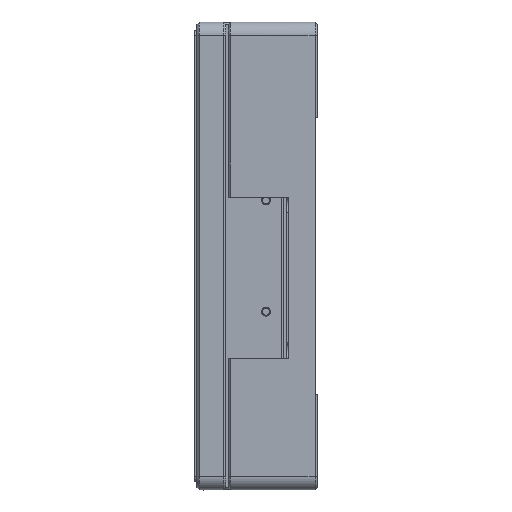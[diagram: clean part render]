
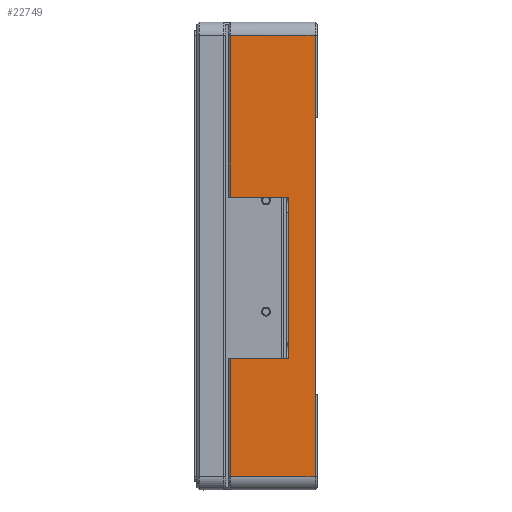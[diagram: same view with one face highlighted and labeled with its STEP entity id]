
A CAD part, left-side view. The second image highlights one B-rep face of the part: STEP entity #22749.
In plain terms, the highlighted planar face has unit normal (-1, 0, 0).
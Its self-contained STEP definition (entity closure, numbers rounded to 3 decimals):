
#351 = CARTESIAN_POINT ( 'NONE',  ( -50., -0.5, -49.5 ) ) ;
#1869 = EDGE_CURVE ( 'NONE', #40593, #46977, #4094, .T. ) ;
#3598 = ORIENTED_EDGE ( 'NONE', *, *, #37589, .T. ) ;
#3808 = CARTESIAN_POINT ( 'NONE',  ( -50., -19.5, -31. ) ) ;
#3814 = ORIENTED_EDGE ( 'NONE', *, *, #14610, .F. ) ;
#3970 = ORIENTED_EDGE ( 'NONE', *, *, #31567, .F. ) ;
#4094 = LINE ( 'NONE', #45971, #44425 ) ;
#4994 = EDGE_CURVE ( 'NONE', #46977, #39937, #5223, .T. ) ;
#5223 = LINE ( 'NONE', #43393, #39784 ) ;
#5701 = DIRECTION ( 'NONE',  ( 0., 0., -1. ) ) ;
#6323 = VERTEX_POINT ( 'NONE', #16335 ) ;
#6708 = DIRECTION ( 'NONE',  ( 0., 1., 0. ) ) ;
#8248 = CARTESIAN_POINT ( 'NONE',  ( -50., -0.5, 0. ) ) ;
#8496 = DIRECTION ( 'NONE',  ( 0., 0., 1. ) ) ;
#8533 = EDGE_CURVE ( 'NONE', #6323, #31714, #33080, .T. ) ;
#9272 = ORIENTED_EDGE ( 'NONE', *, *, #23298, .T. ) ;
#9419 = ORIENTED_EDGE ( 'NONE', *, *, #23318, .F. ) ;
#9777 = VECTOR ( 'NONE', #29514, 1000. ) ;
#10155 = ORIENTED_EDGE ( 'NONE', *, *, #8533, .T. ) ;
#12247 = VERTEX_POINT ( 'NONE', #3808 ) ;
#12452 = CARTESIAN_POINT ( 'NONE',  ( -50., -0.5, 49.5 ) ) ;
#13266 = CARTESIAN_POINT ( 'NONE',  ( -50., -19.5, 0. ) ) ;
#13799 = PLANE ( 'NONE',  #39828 ) ;
#14055 = LINE ( 'NONE', #20079, #21590 ) ;
#14530 = VECTOR ( 'NONE', #6708, 1000. ) ;
#14610 = EDGE_CURVE ( 'NONE', #39937, #12247, #32055, .T. ) ;
#15491 = DIRECTION ( 'NONE',  ( 0., -1., 0. ) ) ;
#15941 = LINE ( 'NONE', #8248, #27429 ) ;
#16335 = CARTESIAN_POINT ( 'NONE',  ( -50., -0.5, -23. ) ) ;
#17509 = FACE_OUTER_BOUND ( 'NONE', #41598, .T. ) ;
#18974 = VECTOR ( 'NONE', #47937, 1000. ) ;
#20079 = CARTESIAN_POINT ( 'NONE',  ( -50., -6.75, -23. ) ) ;
#20138 = CARTESIAN_POINT ( 'NONE',  ( -50., -19.5, 49.5 ) ) ;
#20562 = DIRECTION ( 'NONE',  ( 0., 1., 0. ) ) ;
#21564 = DIRECTION ( 'NONE',  ( 0., -1., 0. ) ) ;
#21590 = VECTOR ( 'NONE', #20562, 1000. ) ;
#22749 = ADVANCED_FACE ( 'NONE', ( #17509 ), #13799, .T. ) ;
#23168 = VECTOR ( 'NONE', #43448, 1000. ) ;
#23293 = EDGE_CURVE ( 'NONE', #44689, #29598, #30087, .T. ) ;
#23298 = EDGE_CURVE ( 'NONE', #31714, #47800, #47854, .T. ) ;
#23318 = EDGE_CURVE ( 'NONE', #29598, #38111, #47608, .T. ) ;
#24583 = CARTESIAN_POINT ( 'NONE',  ( -50., -0.5, 13.2 ) ) ;
#25190 = DIRECTION ( 'NONE',  ( -1., 0., 0. ) ) ;
#26021 = ORIENTED_EDGE ( 'NONE', *, *, #1869, .F. ) ;
#26484 = CARTESIAN_POINT ( 'NONE',  ( -50., -13.5, 13.2 ) ) ;
#27429 = VECTOR ( 'NONE', #8496, 1000. ) ;
#28377 = DIRECTION ( 'NONE',  ( 0., 0., -1. ) ) ;
#28851 = EDGE_CURVE ( 'NONE', #38111, #40593, #15941, .T. ) ;
#29514 = DIRECTION ( 'NONE',  ( 0., 0., 1. ) ) ;
#29598 = VERTEX_POINT ( 'NONE', #26484 ) ;
#30087 = LINE ( 'NONE', #45222, #9777 ) ;
#30344 = VECTOR ( 'NONE', #21564, 1000. ) ;
#31567 = EDGE_CURVE ( 'NONE', #12247, #47800, #43515, .T. ) ;
#31714 = VERTEX_POINT ( 'NONE', #351 ) ;
#32055 = LINE ( 'NONE', #46679, #23168 ) ;
#32896 = DIRECTION ( 'NONE',  ( 0., 0., 1. ) ) ;
#33080 = LINE ( 'NONE', #36051, #18974 ) ;
#34682 = ORIENTED_EDGE ( 'NONE', *, *, #28851, .F. ) ;
#35348 = CARTESIAN_POINT ( 'NONE',  ( -50., -19.5, -49.5 ) ) ;
#35683 = CARTESIAN_POINT ( 'NONE',  ( -50., -19.5, 31. ) ) ;
#36051 = CARTESIAN_POINT ( 'NONE',  ( -50., -0.5, 0. ) ) ;
#36857 = CARTESIAN_POINT ( 'NONE',  ( -50., -19.88, -51.48 ) ) ;
#37022 = CARTESIAN_POINT ( 'NONE',  ( -50., -13.5, -23. ) ) ;
#37589 = EDGE_CURVE ( 'NONE', #44689, #6323, #14055, .T. ) ;
#38111 = VERTEX_POINT ( 'NONE', #24583 ) ;
#39784 = VECTOR ( 'NONE', #5701, 1000. ) ;
#39828 = AXIS2_PLACEMENT_3D ( 'NONE', #36857, #25190, #32896 ) ;
#39937 = VERTEX_POINT ( 'NONE', #35683 ) ;
#40180 = CARTESIAN_POINT ( 'NONE',  ( -50., -10., 13.2 ) ) ;
#40593 = VERTEX_POINT ( 'NONE', #12452 ) ;
#41598 = EDGE_LOOP ( 'NONE', ( #10155, #9272, #3970, #3814, #48601, #26021, #34682, #9419, #47299, #3598 ) ) ;
#43393 = CARTESIAN_POINT ( 'NONE',  ( -50., -19.5, 0. ) ) ;
#43448 = DIRECTION ( 'NONE',  ( 0., 0., -1. ) ) ;
#43515 = LINE ( 'NONE', #13266, #45024 ) ;
#44425 = VECTOR ( 'NONE', #15491, 1000. ) ;
#44689 = VERTEX_POINT ( 'NONE', #37022 ) ;
#45024 = VECTOR ( 'NONE', #28377, 1000. ) ;
#45222 = CARTESIAN_POINT ( 'NONE',  ( -50., -13.5, 0. ) ) ;
#45971 = CARTESIAN_POINT ( 'NONE',  ( -50., -10., 49.5 ) ) ;
#46679 = CARTESIAN_POINT ( 'NONE',  ( -50., -19.5, 0. ) ) ;
#46977 = VERTEX_POINT ( 'NONE', #20138 ) ;
#47299 = ORIENTED_EDGE ( 'NONE', *, *, #23293, .F. ) ;
#47608 = LINE ( 'NONE', #40180, #14530 ) ;
#47800 = VERTEX_POINT ( 'NONE', #35348 ) ;
#47854 = LINE ( 'NONE', #48351, #30344 ) ;
#47937 = DIRECTION ( 'NONE',  ( 0., 0., -1. ) ) ;
#48351 = CARTESIAN_POINT ( 'NONE',  ( -50., -10., -49.5 ) ) ;
#48601 = ORIENTED_EDGE ( 'NONE', *, *, #4994, .F. ) ;
